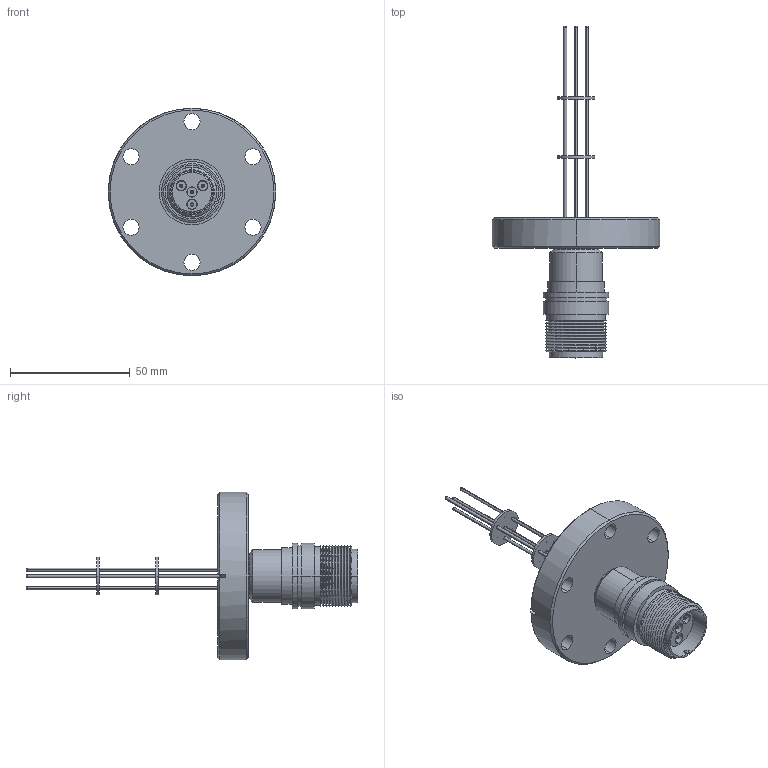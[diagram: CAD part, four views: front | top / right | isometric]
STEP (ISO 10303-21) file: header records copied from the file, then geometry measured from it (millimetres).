
FILE_DESCRIPTION (( 'STEP AP214' ), '1' );
FILE_NAME ('267-075HV12K-4-C40.STEP', '2015-06-24T07:48:59', ( 'allectra' ), ( 'Microsoft' ), 'SwSTEP 2.0', 'SolidWorks 2014', '' );
FILE_SCHEMA (( 'AUTOMOTIVE_DESIGN' ));
Length unit declared in the file: millimetre
Products named in the file (1): 267-075HV12K-4-C40
Bounding box: 69.85 x 138.48 x 69.85 mm (x, y, z)
Volume: 55583.9 mm3; surface area: 28333 mm2
Topology: 1 solids, 1 shells, 265 faces, 640 edges, 410 vertices
Faces by surface type: cylinder 127, cone 67, plane 54, bspline 17
Entity records: 11265 total; most frequent: CARTESIAN_POINT 1831, DIRECTION 1489, ORIENTED_EDGE 1264, EDGE_CURVE 632, AXIS2_PLACEMENT_3D 632, VERTEX_POINT 410, CIRCLE 383, EDGE_LOOP 342
